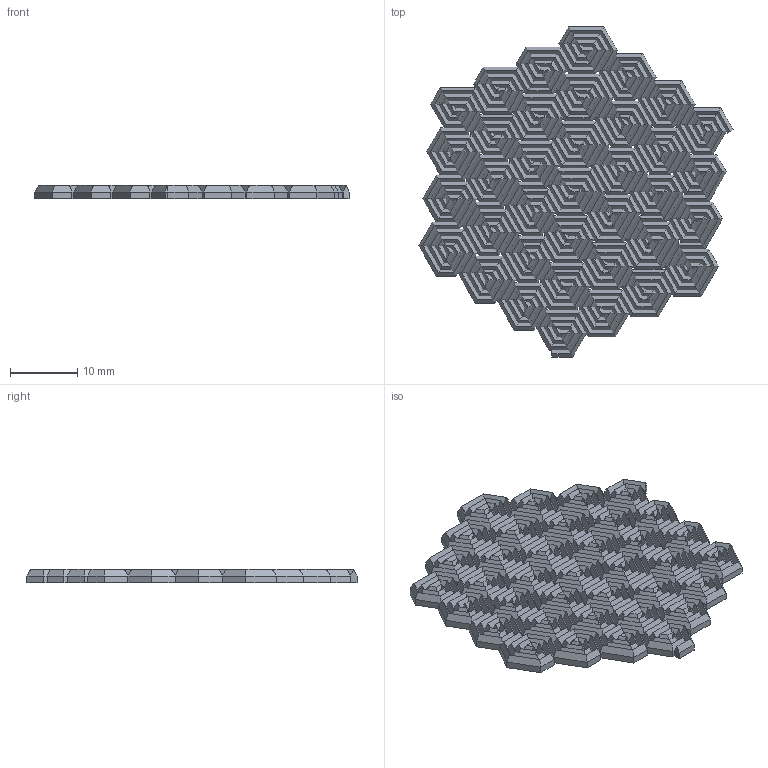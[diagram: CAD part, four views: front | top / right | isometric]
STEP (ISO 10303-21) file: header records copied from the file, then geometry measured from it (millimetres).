
FILE_DESCRIPTION(('Gosper curve 37a-1 absorber geometry, order 2'),'2;1');
FILE_NAME('gosper37a-1_2','',('Matthew Petroff'),(''),'Open CASCADE STEP processor 7.3','FreeCAD','');
FILE_SCHEMA(('AUTOMOTIVE_DESIGN { 1 0 10303 214 1 1 1 1 }'));
Length unit declared in the file: millimetre
Products named in the file (1): Open CASCADE STEP translator 7.3 1
Bounding box: 46.62 x 49 x 2 mm (x, y, z)
Volume: 2356 mm3; surface area: 5354.9 mm2
Topology: 1 solids, 1 shells, 1633 faces, 3395 edges, 1710 vertices
Faces by surface type: plane 1633
Entity records: 40375 total; most frequent: ORIENTED_EDGE 6790, CARTESIAN_POINT 6739, DIRECTION 6663, EDGE_CURVE 3395, LINE 3395, VECTOR 3395, VERTEX_POINT 1710, FACE_BOUND 1687
